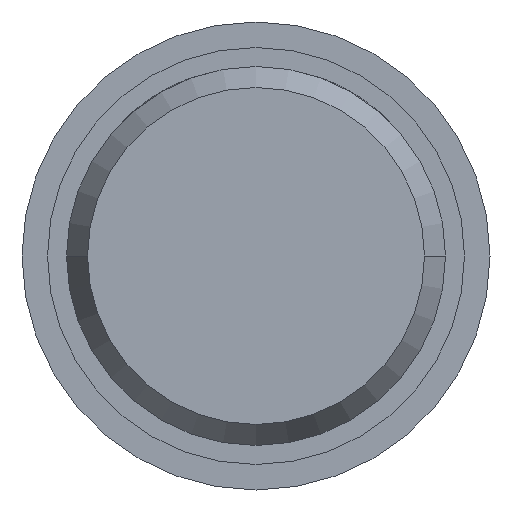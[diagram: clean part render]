
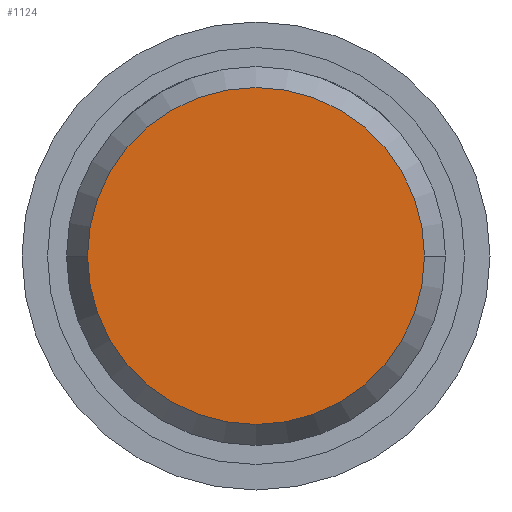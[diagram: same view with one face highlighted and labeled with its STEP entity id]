
A CAD part, front view. The second image highlights one B-rep face of the part: STEP entity #1124.
In plain terms, the highlighted planar face has unit normal (0, -1, 0).
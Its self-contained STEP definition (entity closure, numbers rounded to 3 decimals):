
#39=CARTESIAN_POINT('',(0.,-38.974,0.));
#40=DIRECTION('',(0.,1.,0.));
#41=DIRECTION('',(1.,0.,0.));
#42=AXIS2_PLACEMENT_3D('',#39,#40,#41);
#44=CARTESIAN_POINT('',(0.,-38.974,0.));
#45=DIRECTION('',(0.,1.,0.));
#46=DIRECTION('',(-1.,0.,0.));
#47=AXIS2_PLACEMENT_3D('',#44,#45,#46);
#969=CARTESIAN_POINT('',(8.,-38.974,0.));
#970=CARTESIAN_POINT('',(-8.,-38.974,0.));
#971=VERTEX_POINT('',#969);
#972=VERTEX_POINT('',#970);
#1113=CARTESIAN_POINT('',(0.,-38.974,0.));
#1114=DIRECTION('',(0.,-1.,0.));
#1115=DIRECTION('',(-1.,0.,0.));
#1116=AXIS2_PLACEMENT_3D('',#1113,#1114,#1115);
#1117=PLANE('',#1116);
#1119=ORIENTED_EDGE('',*,*,#1118,.T.);
#1121=ORIENTED_EDGE('',*,*,#1120,.T.);
#1122=EDGE_LOOP('',(#1119,#1121));
#1123=FACE_OUTER_BOUND('',#1122,.F.);
#1124=ADVANCED_FACE('',(#1123),#1117,.T.);
#43=CIRCLE('',#42,8.);
#48=CIRCLE('',#47,8.);
#1118=EDGE_CURVE('',#971,#972,#43,.T.);
#1120=EDGE_CURVE('',#972,#971,#48,.T.);
